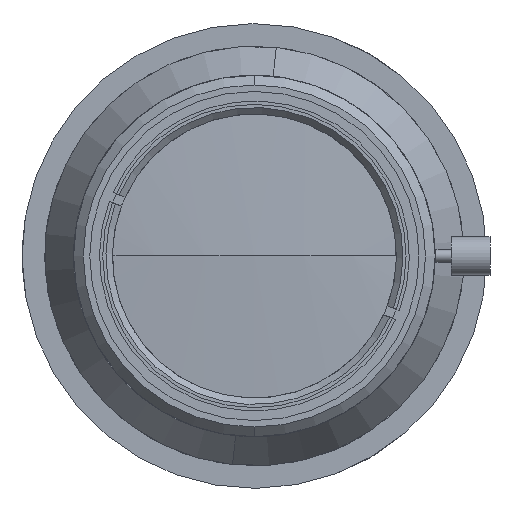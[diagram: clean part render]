
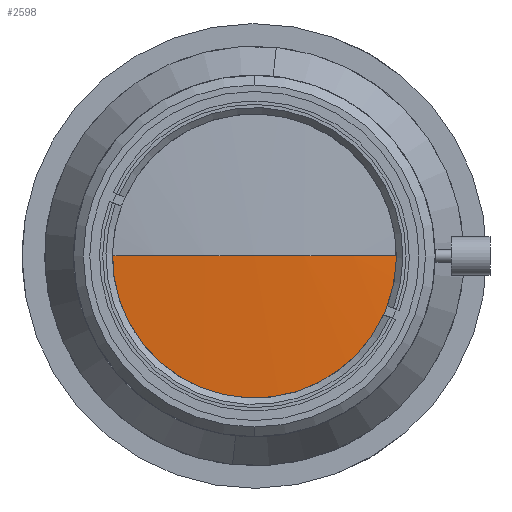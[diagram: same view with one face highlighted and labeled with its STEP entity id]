
A CAD part, left-side view. The second image highlights one B-rep face of the part: STEP entity #2598.
In plain terms, the highlighted spherical face has radius 258.4 mm.
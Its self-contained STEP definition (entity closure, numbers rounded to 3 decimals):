
#236 = DIRECTION ( 'NONE',  ( 0., 0., 1. ) ) ;
#264 = AXIS2_PLACEMENT_3D ( 'NONE', #8083, #6987, #236 ) ;
#304 = DIRECTION ( 'NONE',  ( 0., 0., -1. ) ) ;
#367 = DIRECTION ( 'NONE',  ( 0., 1., 0. ) ) ;
#413 = CIRCLE ( 'NONE', #614, 258.4 ) ;
#478 = CARTESIAN_POINT ( 'NONE',  ( 258.4, 0., 0. ) ) ;
#614 = AXIS2_PLACEMENT_3D ( 'NONE', #6857, #6809, #6647 ) ;
#691 = SPHERICAL_SURFACE ( 'NONE', #9584, 258.4 ) ;
#2415 = EDGE_CURVE ( 'NONE', #3831, #9457, #413, .T. ) ;
#2598 = ADVANCED_FACE ( 'NONE', ( #5267 ), #691, .T. ) ;
#3012 = CIRCLE ( 'NONE', #8680, 258.4 ) ;
#3407 = CARTESIAN_POINT ( 'NONE',  ( 1.026, 23., 0. ) ) ;
#3831 = VERTEX_POINT ( 'NONE', #3407 ) ;
#3945 = ORIENTED_EDGE ( 'NONE', *, *, #2415, .F. ) ;
#4136 = CARTESIAN_POINT ( 'NONE',  ( 0., 0., 0. ) ) ;
#5267 = FACE_OUTER_BOUND ( 'NONE', #9130, .T. ) ;
#5642 = EDGE_CURVE ( 'NONE', #7074, #9457, #3012, .T. ) ;
#5839 = ORIENTED_EDGE ( 'NONE', *, *, #6501, .T. ) ;
#6309 = CARTESIAN_POINT ( 'NONE',  ( 1.026, -23., 0. ) ) ;
#6501 = EDGE_CURVE ( 'NONE', #3831, #7074, #7808, .T. ) ;
#6647 = DIRECTION ( 'NONE',  ( 1., 0., 0. ) ) ;
#6809 = DIRECTION ( 'NONE',  ( 0., 0., 1. ) ) ;
#6857 = CARTESIAN_POINT ( 'NONE',  ( 258.4, 0., 0. ) ) ;
#6987 = DIRECTION ( 'NONE',  ( -1., 0., 0. ) ) ;
#7074 = VERTEX_POINT ( 'NONE', #6309 ) ;
#7808 = CIRCLE ( 'NONE', #264, 23. ) ;
#8015 = DIRECTION ( 'NONE',  ( 0., 1., 0. ) ) ;
#8055 = DIRECTION ( 'NONE',  ( 0., 0., -1. ) ) ;
#8083 = CARTESIAN_POINT ( 'NONE',  ( 1.026, 0., 0. ) ) ;
#8089 = CARTESIAN_POINT ( 'NONE',  ( 258.4, 0., 0. ) ) ;
#8680 = AXIS2_PLACEMENT_3D ( 'NONE', #8089, #8055, #8015 ) ;
#9130 = EDGE_LOOP ( 'NONE', ( #5839, #10346, #3945 ) ) ;
#9457 = VERTEX_POINT ( 'NONE', #4136 ) ;
#9584 = AXIS2_PLACEMENT_3D ( 'NONE', #478, #304, #367 ) ;
#10346 = ORIENTED_EDGE ( 'NONE', *, *, #5642, .T. ) ;
